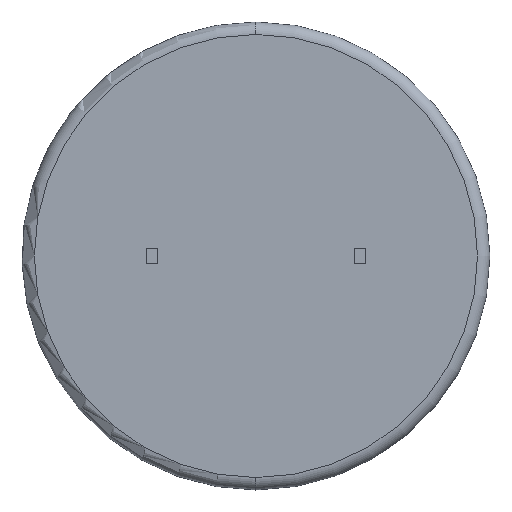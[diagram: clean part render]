
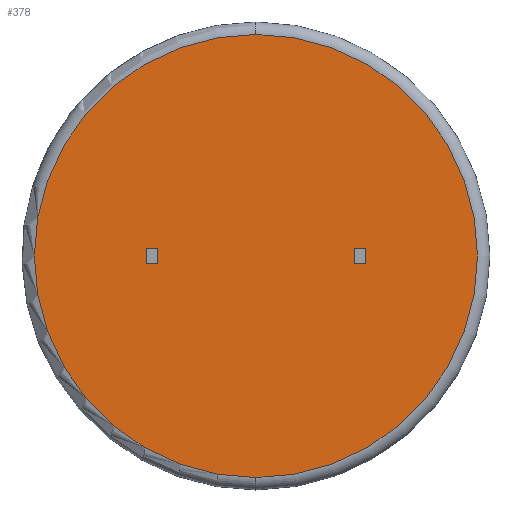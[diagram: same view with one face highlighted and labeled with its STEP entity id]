
A CAD part, front view. The second image highlights one B-rep face of the part: STEP entity #378.
In plain terms, the highlighted planar face has unit normal (0, -1, 0).
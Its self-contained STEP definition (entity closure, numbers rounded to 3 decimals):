
#24 = VECTOR ( 'NONE', #1160, 1000. ) ;
#34 = VECTOR ( 'NONE', #2091, 1000. ) ;
#110 = CARTESIAN_POINT ( 'NONE',  ( 9.45, 0., -0.75 ) ) ;
#165 = VECTOR ( 'NONE', #1056, 1000. ) ;
#228 = ORIENTED_EDGE ( 'NONE', *, *, #2174, .T. ) ;
#247 = DIRECTION ( 'NONE',  ( 0., 0., -1. ) ) ;
#275 = CARTESIAN_POINT ( 'NONE',  ( 0., 0., 0. ) ) ;
#280 = DIRECTION ( 'NONE',  ( 0., 0., 1. ) ) ;
#292 = CIRCLE ( 'NONE', #1342, 21.307 ) ;
#297 = DIRECTION ( 'NONE',  ( 1., 0., 0. ) ) ;
#323 = CARTESIAN_POINT ( 'NONE',  ( 10.55, 0., -0.75 ) ) ;
#349 = EDGE_CURVE ( 'NONE', #2739, #1253, #455, .T. ) ;
#378 = ADVANCED_FACE ( 'NONE', ( #907, #1745, #836 ), #2083, .F. ) ;
#448 = ORIENTED_EDGE ( 'NONE', *, *, #2357, .F. ) ;
#455 = LINE ( 'NONE', #2518, #34 ) ;
#498 = DIRECTION ( 'NONE',  ( 0., -1., 0. ) ) ;
#522 = CARTESIAN_POINT ( 'NONE',  ( -10.55, 0., 0. ) ) ;
#548 = VERTEX_POINT ( 'NONE', #717 ) ;
#592 = ORIENTED_EDGE ( 'NONE', *, *, #1658, .T. ) ;
#652 = DIRECTION ( 'NONE',  ( 0., 0., 1. ) ) ;
#669 = AXIS2_PLACEMENT_3D ( 'NONE', #275, #498, #280 ) ;
#697 = ORIENTED_EDGE ( 'NONE', *, *, #1118, .F. ) ;
#703 = CARTESIAN_POINT ( 'NONE',  ( 9.45, 0., -0.75 ) ) ;
#717 = CARTESIAN_POINT ( 'NONE',  ( 0., 0., -21.307 ) ) ;
#736 = LINE ( 'NONE', #2319, #165 ) ;
#835 = CIRCLE ( 'NONE', #669, 21.307 ) ;
#836 = FACE_BOUND ( 'NONE', #2296, .T. ) ;
#875 = EDGE_CURVE ( 'NONE', #1189, #1181, #1209, .T. ) ;
#888 = CARTESIAN_POINT ( 'NONE',  ( 0., 0., 21.307 ) ) ;
#895 = VECTOR ( 'NONE', #1640, 1000. ) ;
#907 = FACE_OUTER_BOUND ( 'NONE', #1993, .T. ) ;
#916 = EDGE_CURVE ( 'NONE', #2045, #2739, #1544, .T. ) ;
#1027 = EDGE_CURVE ( 'NONE', #1253, #1887, #1671, .T. ) ;
#1042 = VERTEX_POINT ( 'NONE', #1901 ) ;
#1056 = DIRECTION ( 'NONE',  ( 1., 0., 0. ) ) ;
#1118 = EDGE_CURVE ( 'NONE', #1845, #1189, #2158, .T. ) ;
#1122 = CARTESIAN_POINT ( 'NONE',  ( -9.45, 0., 0.75 ) ) ;
#1143 = EDGE_CURVE ( 'NONE', #1042, #1845, #1763, .T. ) ;
#1160 = DIRECTION ( 'NONE',  ( -1., 0., 0. ) ) ;
#1181 = VERTEX_POINT ( 'NONE', #323 ) ;
#1189 = VERTEX_POINT ( 'NONE', #2056 ) ;
#1205 = CARTESIAN_POINT ( 'NONE',  ( 9.45, 0., 0.75 ) ) ;
#1209 = LINE ( 'NONE', #703, #2287 ) ;
#1215 = ORIENTED_EDGE ( 'NONE', *, *, #916, .T. ) ;
#1243 = ORIENTED_EDGE ( 'NONE', *, *, #349, .T. ) ;
#1248 = CARTESIAN_POINT ( 'NONE',  ( 0., 0., 0. ) ) ;
#1249 = CARTESIAN_POINT ( 'NONE',  ( 10.55, 0., 0. ) ) ;
#1253 = VERTEX_POINT ( 'NONE', #2250 ) ;
#1258 = VECTOR ( 'NONE', #652, 1000. ) ;
#1342 = AXIS2_PLACEMENT_3D ( 'NONE', #2709, #1474, #2740 ) ;
#1418 = VECTOR ( 'NONE', #2197, 1000. ) ;
#1474 = DIRECTION ( 'NONE',  ( 0., -1., 0. ) ) ;
#1544 = LINE ( 'NONE', #522, #1418 ) ;
#1560 = ORIENTED_EDGE ( 'NONE', *, *, #1027, .T. ) ;
#1579 = VERTEX_POINT ( 'NONE', #888 ) ;
#1640 = DIRECTION ( 'NONE',  ( 0., 0., -1. ) ) ;
#1658 = EDGE_CURVE ( 'NONE', #1579, #548, #292, .T. ) ;
#1671 = LINE ( 'NONE', #1122, #2038 ) ;
#1744 = EDGE_LOOP ( 'NONE', ( #1215, #1243, #1560, #448 ) ) ;
#1745 = FACE_BOUND ( 'NONE', #1744, .T. ) ;
#1754 = CARTESIAN_POINT ( 'NONE',  ( 9.45, 0., 0.75 ) ) ;
#1763 = LINE ( 'NONE', #1205, #24 ) ;
#1845 = VERTEX_POINT ( 'NONE', #1754 ) ;
#1887 = VERTEX_POINT ( 'NONE', #1988 ) ;
#1889 = DIRECTION ( 'NONE',  ( 0., 0., 1. ) ) ;
#1901 = CARTESIAN_POINT ( 'NONE',  ( 10.55, 0., 0.75 ) ) ;
#1988 = CARTESIAN_POINT ( 'NONE',  ( -9.45, 0., -0.75 ) ) ;
#1993 = EDGE_LOOP ( 'NONE', ( #592, #228 ) ) ;
#2038 = VECTOR ( 'NONE', #247, 1000. ) ;
#2045 = VERTEX_POINT ( 'NONE', #2572 ) ;
#2052 = LINE ( 'NONE', #1249, #1258 ) ;
#2056 = CARTESIAN_POINT ( 'NONE',  ( 9.45, 0., -0.75 ) ) ;
#2083 = PLANE ( 'NONE',  #2768 ) ;
#2091 = DIRECTION ( 'NONE',  ( 1., 0., 0. ) ) ;
#2158 = LINE ( 'NONE', #110, #895 ) ;
#2174 = EDGE_CURVE ( 'NONE', #548, #1579, #835, .T. ) ;
#2179 = CARTESIAN_POINT ( 'NONE',  ( -10.55, 0., 0.75 ) ) ;
#2181 = ORIENTED_EDGE ( 'NONE', *, *, #2678, .F. ) ;
#2197 = DIRECTION ( 'NONE',  ( 0., 0., 1. ) ) ;
#2250 = CARTESIAN_POINT ( 'NONE',  ( -9.45, 0., 0.75 ) ) ;
#2287 = VECTOR ( 'NONE', #297, 1000. ) ;
#2296 = EDGE_LOOP ( 'NONE', ( #697, #2381, #2181, #2360 ) ) ;
#2319 = CARTESIAN_POINT ( 'NONE',  ( -10.55, 0., -0.75 ) ) ;
#2357 = EDGE_CURVE ( 'NONE', #2045, #1887, #736, .T. ) ;
#2360 = ORIENTED_EDGE ( 'NONE', *, *, #875, .F. ) ;
#2381 = ORIENTED_EDGE ( 'NONE', *, *, #1143, .F. ) ;
#2518 = CARTESIAN_POINT ( 'NONE',  ( -10.55, 0., 0.75 ) ) ;
#2572 = CARTESIAN_POINT ( 'NONE',  ( -10.55, 0., -0.75 ) ) ;
#2678 = EDGE_CURVE ( 'NONE', #1181, #1042, #2052, .T. ) ;
#2709 = CARTESIAN_POINT ( 'NONE',  ( 0., 0., 0. ) ) ;
#2726 = DIRECTION ( 'NONE',  ( 0., 1., 0. ) ) ;
#2739 = VERTEX_POINT ( 'NONE', #2179 ) ;
#2740 = DIRECTION ( 'NONE',  ( 0., 0., 1. ) ) ;
#2768 = AXIS2_PLACEMENT_3D ( 'NONE', #1248, #2726, #1889 ) ;
